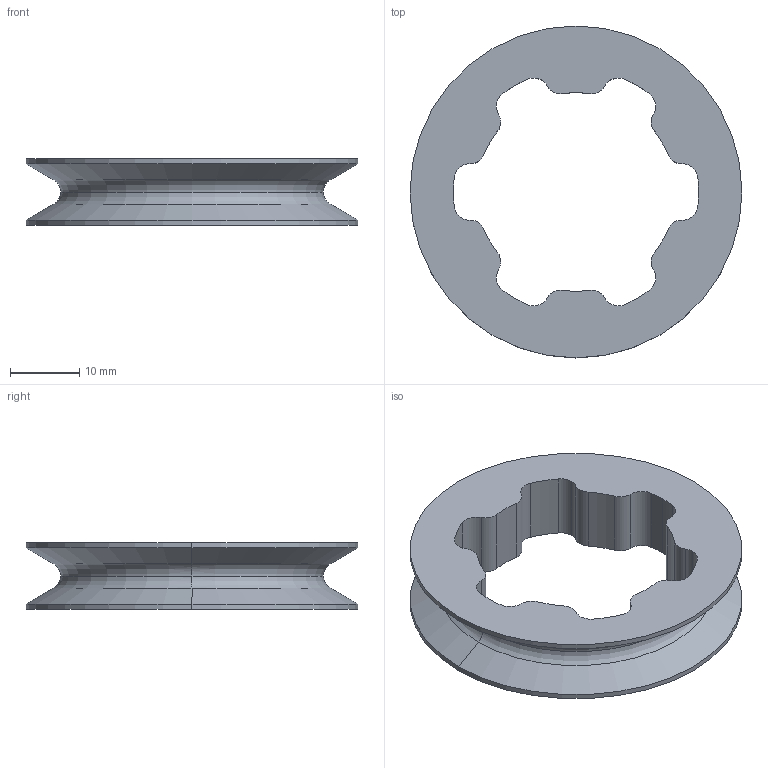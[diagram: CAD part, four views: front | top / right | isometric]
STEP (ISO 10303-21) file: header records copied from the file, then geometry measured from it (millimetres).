
FILE_DESCRIPTION (( 'STEP AP214' ), '1' );
FILE_NAME ('REV-21-4019.STEP', '2025-11-14T22:10:15', ( '' ), ( '' ), 'SwSTEP 2.0', 'SolidWorks 2022', '' );
FILE_SCHEMA (( 'AUTOMOTIVE_DESIGN' ));
Length unit declared in the file: millimetre
Products named in the file (1): REV-21-4019
Bounding box: 47.8 x 47.8 x 9.53 mm (x, y, z)
Volume: 5916.4 mm3; surface area: 5109.6 mm2
Topology: 1 solids, 1 shells, 55 faces, 149 edges, 96 vertices
Faces by surface type: cylinder 45, torus 4, cone 4, plane 2
Entity records: 1821 total; most frequent: DIRECTION 361, CARTESIAN_POINT 301, ORIENTED_EDGE 298, AXIS2_PLACEMENT_3D 156, EDGE_CURVE 149, CIRCLE 100, VERTEX_POINT 96, EDGE_LOOP 57
